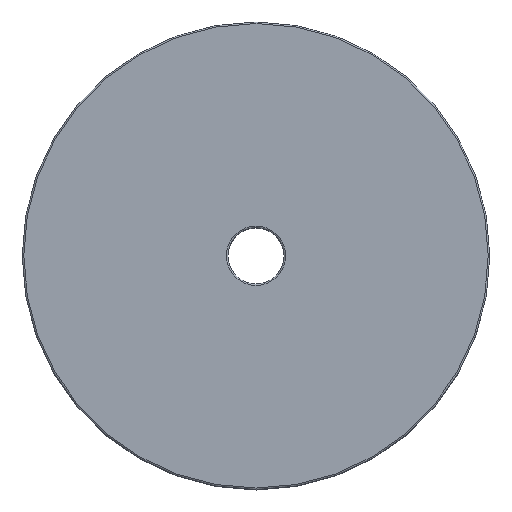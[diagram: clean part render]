
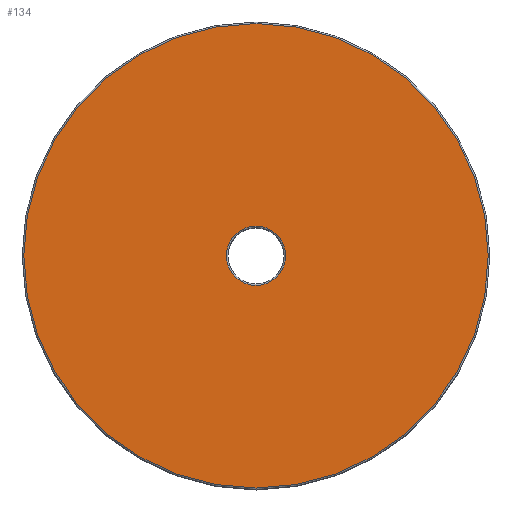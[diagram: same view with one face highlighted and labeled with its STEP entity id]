
A CAD part, top view. The second image highlights one B-rep face of the part: STEP entity #134.
In plain terms, the highlighted planar face has unit normal (0, 0, 1).
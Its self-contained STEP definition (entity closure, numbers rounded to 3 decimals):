
#34=CARTESIAN_POINT('',(-9.5,0.,40.));
#35=VERTEX_POINT('',#34);
#43=CARTESIAN_POINT('',(9.5,0.,40.));
#44=VERTEX_POINT('',#43);
#45=CARTESIAN_POINT('',(0.,0.,40.));
#46=DIRECTION('',(0.,0.,1.));
#47=DIRECTION('',(-1.,0.,0.));
#48=AXIS2_PLACEMENT_3D('',#45,#46,#47);
#49=CIRCLE('',#48,9.5);
#50=EDGE_CURVE('',#35,#44,#49,.T.);
#52=CARTESIAN_POINT('',(0.,0.,40.));
#53=DIRECTION('',(0.,0.,1.));
#54=DIRECTION('',(-1.,0.,0.));
#55=AXIS2_PLACEMENT_3D('',#52,#53,#54);
#56=CIRCLE('',#55,9.5);
#57=EDGE_CURVE('',#44,#35,#56,.T.);
#114=CARTESIAN_POINT('',(0.,0.,40.));
#115=DIRECTION('',(0.,0.,1.));
#116=DIRECTION('',(1.,0.,0.));
#117=AXIS2_PLACEMENT_3D('',#114,#115,#116);
#118=PLANE('',#117);
#119=CARTESIAN_POINT('',(74.5,0.,40.));
#120=VERTEX_POINT('',#119);
#121=CARTESIAN_POINT('',(0.,0.,40.));
#122=DIRECTION('',(-0.,0.,-1.));
#123=DIRECTION('',(-1.,-0.,0.));
#124=AXIS2_PLACEMENT_3D('',#121,#122,#123);
#125=CIRCLE('',#124,74.5);
#126=EDGE_CURVE('',#120,#120,#125,.T.);
#127=ORIENTED_EDGE('',*,*,#126,.F.);
#128=EDGE_LOOP('',(#127));
#129=FACE_BOUND('',#128,.T.);
#130=ORIENTED_EDGE('',*,*,#50,.F.);
#131=ORIENTED_EDGE('',*,*,#57,.F.);
#132=EDGE_LOOP('',(#130,#131));
#133=FACE_BOUND('',#132,.T.);
#134=ADVANCED_FACE('',(#129,#133),#118,.T.);
